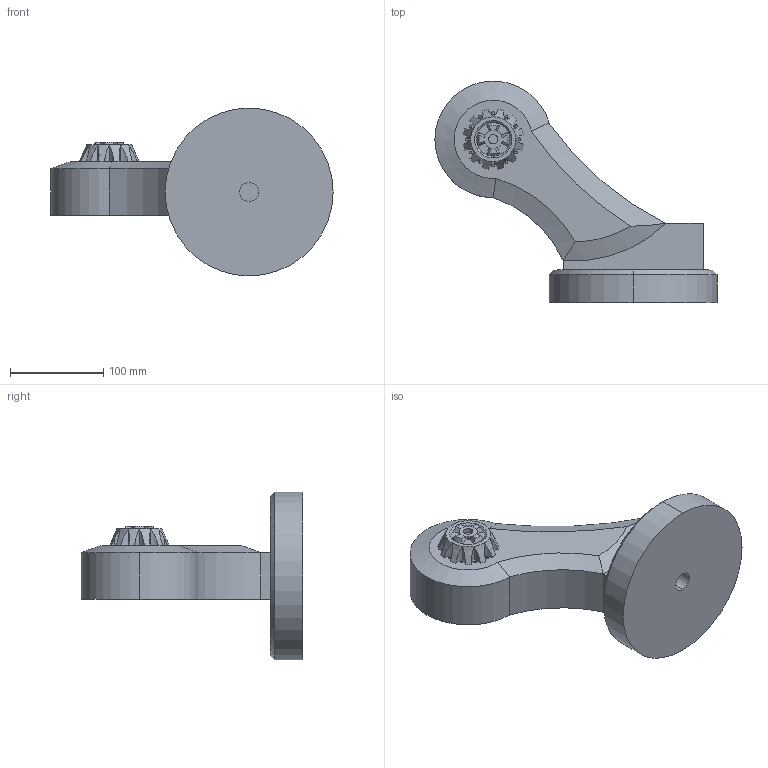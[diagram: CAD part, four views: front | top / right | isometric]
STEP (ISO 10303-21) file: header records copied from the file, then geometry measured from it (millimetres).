
FILE_DESCRIPTION (( 'STEP AP203' ), '1' );
FILE_NAME ('Link_1_Default_sldprt.STEP', '2025-07-04T14:16:58', ( '' ), ( '' ), 'SwSTEP 2.0', 'SolidWorks 2021', '' );
FILE_SCHEMA (( 'CONFIG_CONTROL_DESIGN' ));
Length unit declared in the file: millimetre
Products named in the file (1): Link_1_Default_sldprt
Bounding box: 302.5 x 237.4 x 180 mm (x, y, z)
Volume: 2393837.5 mm3; surface area: 157854.7 mm2
Topology: 1 solids, 1 shells, 124 faces, 277 edges, 174 vertices
Faces by surface type: cylinder 62, plane 34, cone 28
Entity records: 3791 total; most frequent: CARTESIAN_POINT 908, DIRECTION 630, ORIENTED_EDGE 554, EDGE_CURVE 277, AXIS2_PLACEMENT_3D 274, VERTEX_POINT 174, CIRCLE 149, EDGE_LOOP 143
